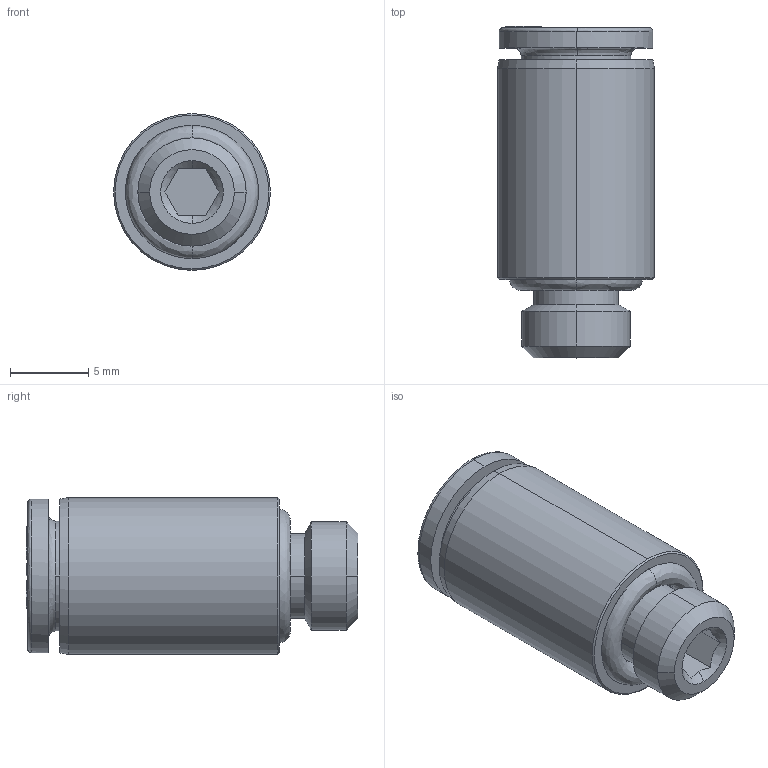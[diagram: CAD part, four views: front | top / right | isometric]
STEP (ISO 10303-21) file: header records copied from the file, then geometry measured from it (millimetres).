
FILE_DESCRIPTION (( 'STEP AP214' ), '1' );
FILE_NAME ('5601000004.STEP', '2015-09-14T14:31:21', ( 'ST01' ), ( '' ), 'SwSTEP 2.0', 'SolidWorks 2015', '' );
FILE_SCHEMA (( 'AUTOMOTIVE_DESIGN' ));
Length unit declared in the file: millimetre
Products named in the file (1): 5601000004
Bounding box: 10 x 21.15 x 10 mm (x, y, z)
Volume: 1240.2 mm3; surface area: 1191.2 mm2
Topology: 2 solids, 2 shells, 264 faces, 701 edges, 462 vertices
Faces by surface type: plane 140, bspline 88, cylinder 20, cone 16
Entity records: 11168 total; most frequent: CARTESIAN_POINT 4560, ORIENTED_EDGE 1402, DIRECTION 945, EDGE_CURVE 701, VERTEX_POINT 462, LINE 451, VECTOR 451, EDGE_LOOP 287
